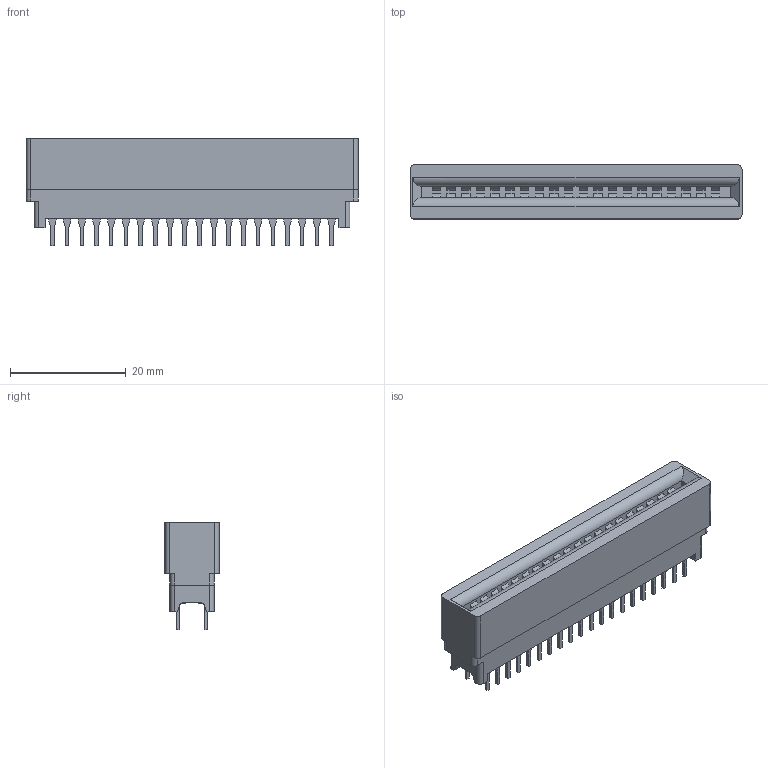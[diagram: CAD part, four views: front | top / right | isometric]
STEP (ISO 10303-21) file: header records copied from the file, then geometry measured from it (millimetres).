
FILE_DESCRIPTION((''),'2;1');
FILE_NAME('C-5-5530843-4','2019-02-26T08:29:22',('workeradm'),('TE Connectivity Ltd.'),'CREO PARAMETRIC BY PTC INC, 2018190','CREO PARAMETRIC BY PTC INC, 2018190','');
FILE_SCHEMA(('AUTOMOTIVE_DESIGN { 1 0 10303 214 1 1 1 1 }'));
Length unit declared in the file: millimetre
Products named in the file (1): C-5-5530843-4
Bounding box: 57.4 x 9.35 x 18.67 mm (x, y, z)
Volume: 6233.5 mm3; surface area: 4246.9 mm2
Topology: 1 solids, 1 shells, 488 faces, 1205 edges, 802 vertices
Faces by surface type: plane 430, cylinder 58
Entity records: 14310 total; most frequent: CARTESIAN_POINT 2541, ORIENTED_EDGE 2410, DIRECTION 2289, EDGE_CURVE 1205, VECTOR 1089, LINE 1089, VERTEX_POINT 802, AXIS2_PLACEMENT_3D 600
